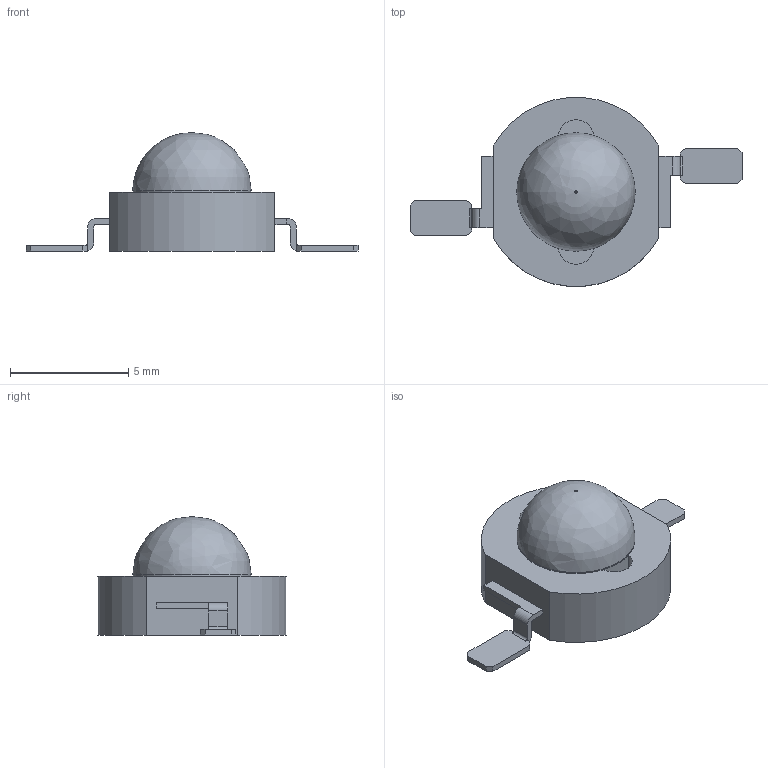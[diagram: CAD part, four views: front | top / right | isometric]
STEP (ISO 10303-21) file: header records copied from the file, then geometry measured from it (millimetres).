
FILE_DESCRIPTION(/* description */ (''),/* implementation_level */ '2;1');
FILE_NAME(/* name */ '1W.stp',/* time_stamp */ '2023-10-10T13:55:40+02:00',/* author */ (''),/* organization */ (''),/* preprocessor_version */ 'ST-DEVELOPER v15.2',/* originating_system */ 'Autodesk Translator Framework v2.0.0.5431',/* authorisation */ '');
FILE_SCHEMA (('AUTOMOTIVE_DESIGN { 1 0 10303 214 3 1 1 }'));
Length unit declared in the file: centimetre
Products named in the file (1): 1W_LED
Bounding box: 14.03 x 7.97 x 5 mm (x, y, z)
Volume: 160.6 mm3; surface area: 289 mm2
Topology: 5 solids, 5 shells, 67 faces, 167 edges, 112 vertices
Faces by surface type: plane 50, cylinder 16, bspline 1
Full cylindrical faces by diameter (mm): 4 x1, 5 x1
Entity records: 2027 total; most frequent: CARTESIAN_POINT 371, DIRECTION 336, ORIENTED_EDGE 328, EDGE_CURVE 164, LINE 124, VECTOR 124, VERTEX_POINT 111, AXIS2_PLACEMENT_3D 106
